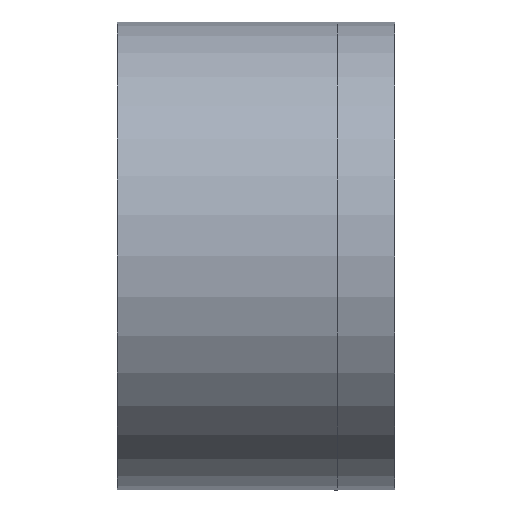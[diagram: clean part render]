
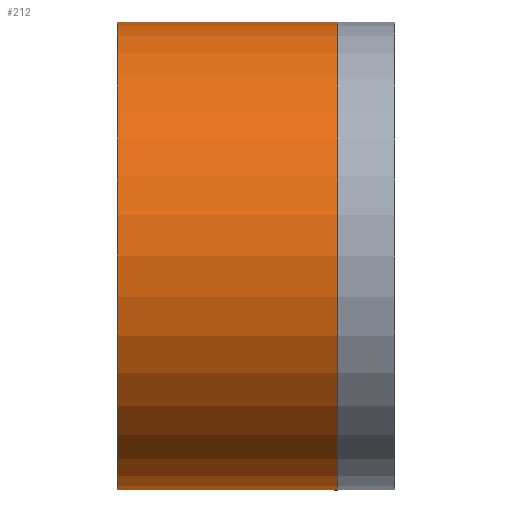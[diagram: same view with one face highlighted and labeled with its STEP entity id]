
A CAD part, front view. The second image highlights one B-rep face of the part: STEP entity #212.
In plain terms, the highlighted cylindrical face has radius 6.25 mm (diameter 12.5 mm), a partial arc.
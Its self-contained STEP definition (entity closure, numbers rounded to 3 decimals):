
#3 = VERTEX_POINT ( 'NONE', #164 ) ;
#4 = DIRECTION ( 'NONE',  ( 0., 0., 1. ) ) ;
#6 = CARTESIAN_POINT ( 'NONE',  ( 230.66, 0., 6.25 ) ) ;
#11 = FACE_OUTER_BOUND ( 'NONE', #42, .T. ) ;
#33 = VERTEX_POINT ( 'NONE', #133 ) ;
#34 = EDGE_CURVE ( 'NONE', #3, #257, #115, .T. ) ;
#42 = EDGE_LOOP ( 'NONE', ( #248, #90, #139, #192 ) ) ;
#44 = AXIS2_PLACEMENT_3D ( 'NONE', #49, #202, #297 ) ;
#47 = VECTOR ( 'NONE', #299, 1000. ) ;
#49 = CARTESIAN_POINT ( 'NONE',  ( 224.764, 0., 0. ) ) ;
#63 = CARTESIAN_POINT ( 'NONE',  ( -0.816, 0., -6.25 ) ) ;
#70 = VERTEX_POINT ( 'NONE', #258 ) ;
#78 = DIRECTION ( 'NONE',  ( -1., 0., 0. ) ) ;
#84 = VECTOR ( 'NONE', #78, 1000. ) ;
#90 = ORIENTED_EDGE ( 'NONE', *, *, #34, .T. ) ;
#115 = CIRCLE ( 'NONE', #338, 6.25 ) ;
#117 = EDGE_CURVE ( 'NONE', #3, #33, #265, .T. ) ;
#133 = CARTESIAN_POINT ( 'NONE',  ( 224.764, 0., -6.25 ) ) ;
#139 = ORIENTED_EDGE ( 'NONE', *, *, #223, .T. ) ;
#153 = CYLINDRICAL_SURFACE ( 'NONE', #252, 6.25 ) ;
#164 = CARTESIAN_POINT ( 'NONE',  ( 230.66, 0., -6.25 ) ) ;
#176 = CARTESIAN_POINT ( 'NONE',  ( 230.66, 0., 0. ) ) ;
#184 = CARTESIAN_POINT ( 'NONE',  ( -0.816, 0., 0. ) ) ;
#192 = ORIENTED_EDGE ( 'NONE', *, *, #317, .F. ) ;
#202 = DIRECTION ( 'NONE',  ( -1., 0., 0. ) ) ;
#212 = ADVANCED_FACE ( 'NONE', ( #11 ), #153, .T. ) ;
#223 = EDGE_CURVE ( 'NONE', #257, #70, #294, .T. ) ;
#248 = ORIENTED_EDGE ( 'NONE', *, *, #117, .F. ) ;
#252 = AXIS2_PLACEMENT_3D ( 'NONE', #184, #271, #267 ) ;
#257 = VERTEX_POINT ( 'NONE', #6 ) ;
#258 = CARTESIAN_POINT ( 'NONE',  ( 224.764, 0., 6.25 ) ) ;
#264 = DIRECTION ( 'NONE',  ( -1., 0., 0. ) ) ;
#265 = LINE ( 'NONE', #63, #47 ) ;
#267 = DIRECTION ( 'NONE',  ( 0., 0., 1. ) ) ;
#271 = DIRECTION ( 'NONE',  ( -1., 0., 0. ) ) ;
#294 = LINE ( 'NONE', #324, #84 ) ;
#297 = DIRECTION ( 'NONE',  ( 0., 0., 1. ) ) ;
#299 = DIRECTION ( 'NONE',  ( -1., 0., 0. ) ) ;
#315 = CIRCLE ( 'NONE', #44, 6.25 ) ;
#317 = EDGE_CURVE ( 'NONE', #33, #70, #315, .T. ) ;
#324 = CARTESIAN_POINT ( 'NONE',  ( -0.816, 0., 6.25 ) ) ;
#338 = AXIS2_PLACEMENT_3D ( 'NONE', #176, #264, #4 ) ;
